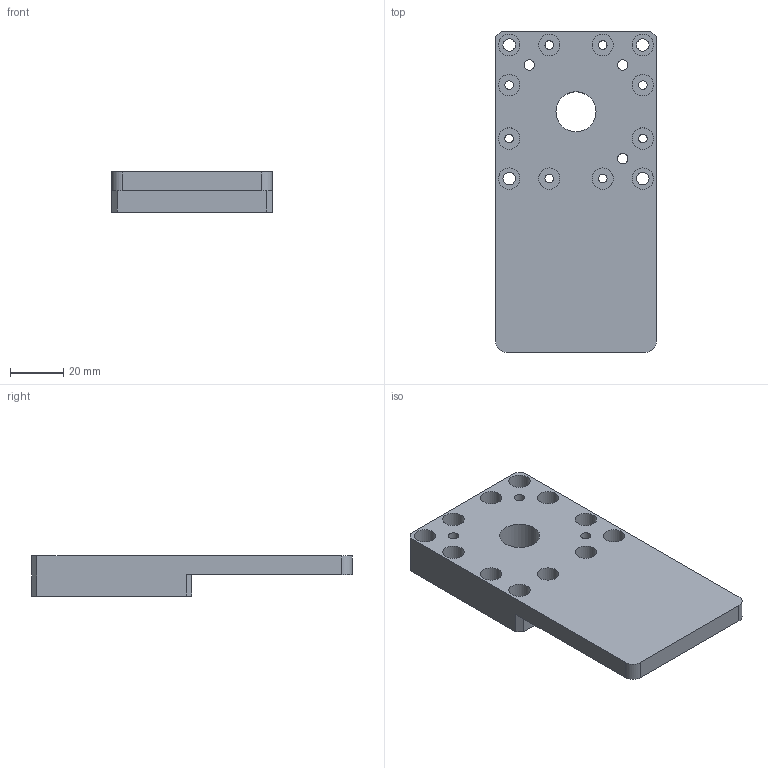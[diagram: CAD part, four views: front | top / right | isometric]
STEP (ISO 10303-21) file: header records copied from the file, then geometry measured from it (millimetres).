
FILE_DESCRIPTION(/* description */ (''),/* implementation_level */ '2;1');
FILE_NAME(/* name */ '30_XY_Sample_arm_UC2_Adapter_v3.ipt.step',/* time_stamp */ '2022-11-29T08:25:36+01:00',/* author */ ('diederichbenedict'),/* organization */ (''),/* preprocessor_version */ 'ST-DEVELOPER v18.1',/* originating_system */ 'Autodesk Inventor 2022',/* authorisation */ '');
FILE_SCHEMA (('AUTOMOTIVE_DESIGN { 1 0 10303 214 3 1 1 }'));
Length unit declared in the file: millimetre
Products named in the file (1): 30_XY_Sample_arm_UC2_Adapter_v3
Bounding box: 60 x 120 x 15 mm (x, y, z)
Volume: 69082.9 mm3; surface area: 23117.1 mm2
Topology: 1 solids, 1 shells, 56 faces, 123 edges, 82 vertices
Faces by surface type: cylinder 31, plane 25
Full cylindrical faces by diameter (mm): 3.2 x8, 3.9 x4, 4.65 x4, 8 x12, 15 x1
Entity records: 1674 total; most frequent: DIRECTION 299, CARTESIAN_POINT 262, ORIENTED_EDGE 246, EDGE_CURVE 123, AXIS2_PLACEMENT_3D 119, EDGE_LOOP 101, VERTEX_POINT 82, CIRCLE 62
